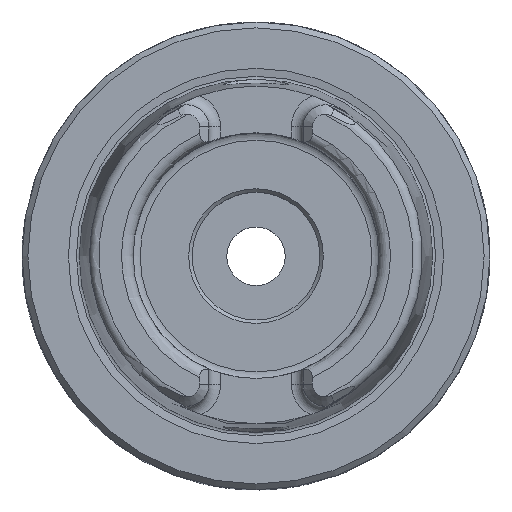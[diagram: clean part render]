
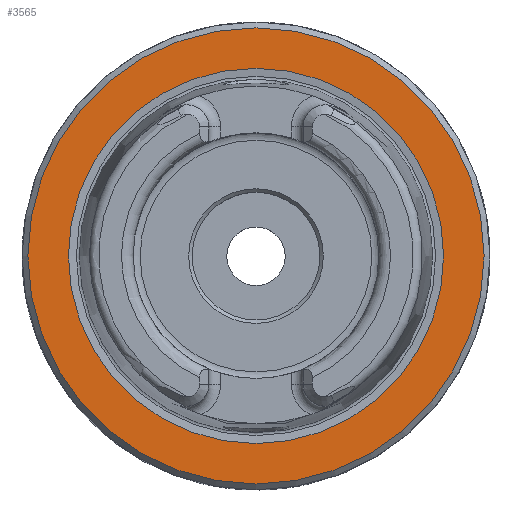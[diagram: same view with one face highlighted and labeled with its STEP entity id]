
A CAD part, top view. The second image highlights one B-rep face of the part: STEP entity #3565.
In plain terms, the highlighted planar face has unit normal (0, 0, 1).
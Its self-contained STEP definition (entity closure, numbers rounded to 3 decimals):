
#308=CIRCLE('',#3815,16.04);
#309=CIRCLE('',#3817,19.5);
#794=ORIENTED_EDGE('',*,*,#1306,.T.);
#795=ORIENTED_EDGE('',*,*,#1307,.F.);
#1306=EDGE_CURVE('',#1564,#1564,#308,.T.);
#1307=EDGE_CURVE('',#1565,#1565,#309,.T.);
#1564=VERTEX_POINT('',#5652);
#1565=VERTEX_POINT('',#5655);
#1917=EDGE_LOOP('',(#794));
#1918=EDGE_LOOP('',(#795));
#2154=FACE_BOUND('',#1917,.T.);
#2155=FACE_BOUND('',#1918,.T.);
#2321=PLANE('',#3816);
#3565=ADVANCED_FACE('',(#2154,#2155),#2321,.T.);
#3815=AXIS2_PLACEMENT_3D('',#5651,#4392,#4393);
#3816=AXIS2_PLACEMENT_3D('',#5653,#4394,#4395);
#3817=AXIS2_PLACEMENT_3D('',#5654,#4396,#4397);
#4392=DIRECTION('',(0.,0.,-1.));
#4393=DIRECTION('',(-1.,0.,0.));
#4394=DIRECTION('',(0.,0.,1.));
#4395=DIRECTION('',(1.,0.,0.));
#4396=DIRECTION('',(0.,0.,-1.));
#4397=DIRECTION('',(-1.,0.,0.));
#5651=CARTESIAN_POINT('',(0.,0.,0.));
#5652=CARTESIAN_POINT('',(-16.04,0.,0.));
#5653=CARTESIAN_POINT('',(-16.04,0.,0.));
#5654=CARTESIAN_POINT('',(0.,0.,0.));
#5655=CARTESIAN_POINT('',(-19.5,0.,0.));
